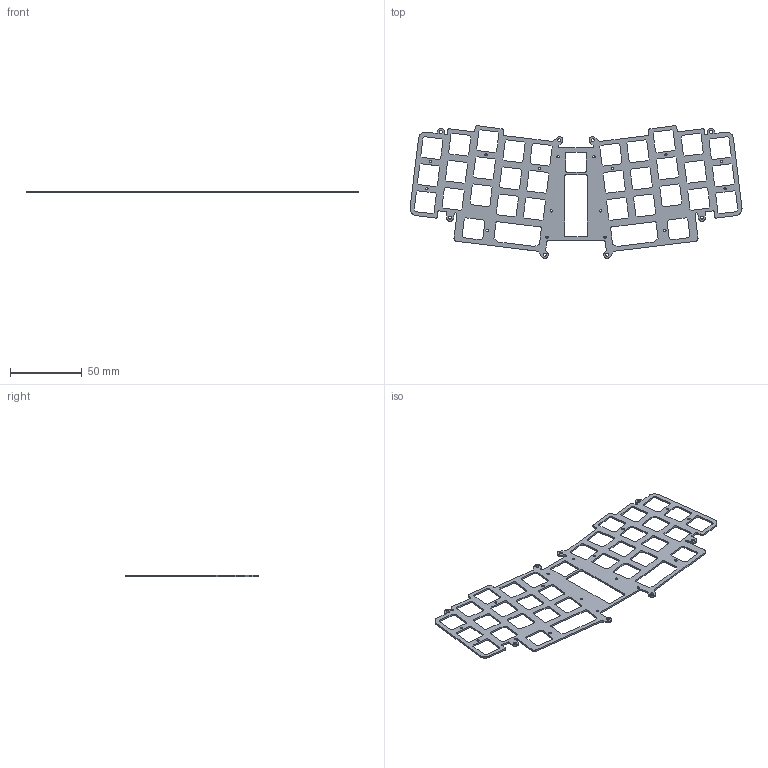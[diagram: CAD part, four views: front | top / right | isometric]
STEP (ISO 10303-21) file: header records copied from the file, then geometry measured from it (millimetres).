
FILE_DESCRIPTION(('KiCad electronic assembly'),'2;1');
FILE_NAME('plate-3D.step','2024-02-22T03:40:18',('Pcbnew'),('Kicad'), 'Open CASCADE STEP processor 7.6','KiCad to STEP converter','Unknown' );
FILE_SCHEMA(('AUTOMOTIVE_DESIGN { 1 0 10303 214 1 1 1 1 }'));
Length unit declared in the file: millimetre
Products named in the file (2): plate-3D 1; plate PCB
Assembly tree (1 placements, depth 2):
  plate-3D 1
    plate PCB
Bounding box: 231.63 x 92.48 x 1.2 mm (x, y, z)
Volume: 9571.5 mm3; surface area: 19493.5 mm2
Topology: 1 solids, 1 shells, 987 faces, 2955 edges, 1970 vertices
Faces by surface type: plane 963, cylinder 24
Full cylindrical faces by diameter (mm): 1.6 x16, 2.1 x8
Entity records: 71423 total; most frequent: CARTESIAN_POINT 12112, DIRECTION 10843, LINE 8769, VECTOR 8769, ORIENTED_EDGE 5910, PCURVE 5910, DEFINITIONAL_REPRESENTATION 5910, EDGE_CURVE 2955
